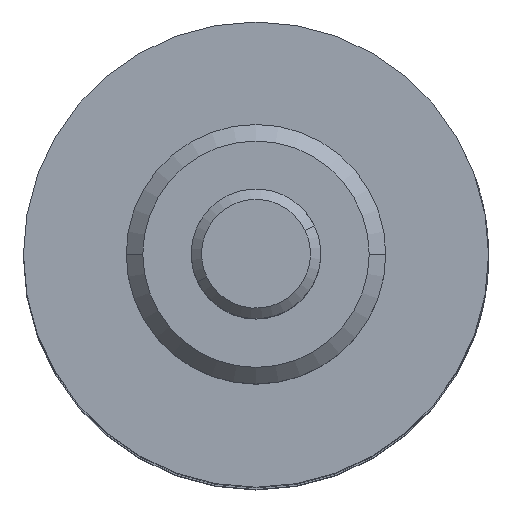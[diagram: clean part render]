
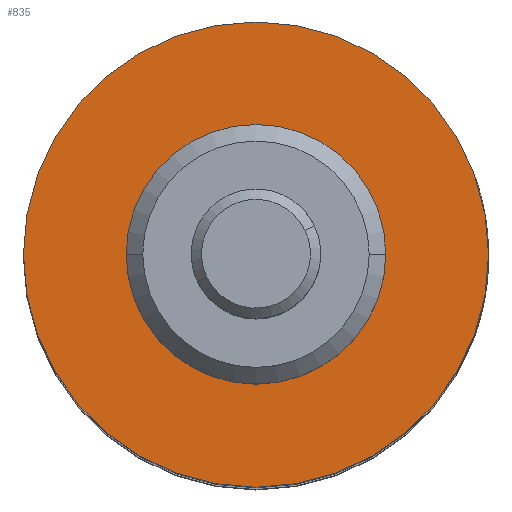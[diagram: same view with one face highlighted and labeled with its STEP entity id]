
A CAD part, top view. The second image highlights one B-rep face of the part: STEP entity #835.
In plain terms, the highlighted face is planar.
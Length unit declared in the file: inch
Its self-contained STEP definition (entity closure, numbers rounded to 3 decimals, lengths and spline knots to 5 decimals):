
#51 = CIRCLE ( 'NONE', #1181, 0.31125 ) ;
#195 = ORIENTED_EDGE ( 'NONE', *, *, #776, .T. ) ;
#283 = DIRECTION ( 'NONE',  ( 0., 0., -1. ) ) ;
#313 = EDGE_LOOP ( 'NONE', ( #1008, #2636 ) ) ;
#352 = FACE_BOUND ( 'NONE', #313, .T. ) ;
#395 = DIRECTION ( 'NONE',  ( -1., 0., 0. ) ) ;
#487 = DIRECTION ( 'NONE',  ( -1., 0., 0. ) ) ;
#500 = FACE_OUTER_BOUND ( 'NONE', #2809, .T. ) ;
#503 = CIRCLE ( 'NONE', #2154, 0.31125 ) ;
#529 = ORIENTED_EDGE ( 'NONE', *, *, #1085, .T. ) ;
#558 = AXIS2_PLACEMENT_3D ( 'NONE', #740, #487, #2082 ) ;
#597 = CARTESIAN_POINT ( 'NONE',  ( 0.62, 0., 0. ) ) ;
#662 = AXIS2_PLACEMENT_3D ( 'NONE', #597, #2183, #836 ) ;
#704 = CARTESIAN_POINT ( 'NONE',  ( 0.62, 0., 0. ) ) ;
#740 = CARTESIAN_POINT ( 'NONE',  ( 0.62, 0., 0. ) ) ;
#776 = EDGE_CURVE ( 'NONE', #1784, #859, #1999, .T. ) ;
#802 = VERTEX_POINT ( 'NONE', #2534 ) ;
#804 = CARTESIAN_POINT ( 'NONE',  ( 0.62, 0., 0.31125 ) ) ;
#835 = ADVANCED_FACE ( 'NONE', ( #352, #500 ), #2780, .F. ) ;
#836 = DIRECTION ( 'NONE',  ( 0., 0., 1. ) ) ;
#859 = VERTEX_POINT ( 'NONE', #1428 ) ;
#936 = DIRECTION ( 'NONE',  ( 0., 0., 1. ) ) ;
#1008 = ORIENTED_EDGE ( 'NONE', *, *, #2868, .F. ) ;
#1085 = EDGE_CURVE ( 'NONE', #859, #1784, #1647, .T. ) ;
#1181 = AXIS2_PLACEMENT_3D ( 'NONE', #1766, #395, #1991 ) ;
#1428 = CARTESIAN_POINT ( 'NONE',  ( 0.62, 0., 0.56 ) ) ;
#1634 = VERTEX_POINT ( 'NONE', #804 ) ;
#1647 = CIRCLE ( 'NONE', #662, 0.56 ) ;
#1656 = DIRECTION ( 'NONE',  ( 1., 0., 0. ) ) ;
#1766 = CARTESIAN_POINT ( 'NONE',  ( 0.62, 0., 0. ) ) ;
#1776 = AXIS2_PLACEMENT_3D ( 'NONE', #2097, #1656, #283 ) ;
#1784 = VERTEX_POINT ( 'NONE', #1930 ) ;
#1930 = CARTESIAN_POINT ( 'NONE',  ( 0.62, 0., -0.56 ) ) ;
#1991 = DIRECTION ( 'NONE',  ( 0., 0., 1. ) ) ;
#1999 = CIRCLE ( 'NONE', #558, 0.56 ) ;
#2053 = EDGE_CURVE ( 'NONE', #802, #1634, #503, .T. ) ;
#2082 = DIRECTION ( 'NONE',  ( 0., 0., 1. ) ) ;
#2097 = CARTESIAN_POINT ( 'NONE',  ( 0.62, 0.56, 0. ) ) ;
#2154 = AXIS2_PLACEMENT_3D ( 'NONE', #704, #2286, #936 ) ;
#2183 = DIRECTION ( 'NONE',  ( -1., 0., 0. ) ) ;
#2286 = DIRECTION ( 'NONE',  ( -1., 0., 0. ) ) ;
#2534 = CARTESIAN_POINT ( 'NONE',  ( 0.62, 0., -0.31125 ) ) ;
#2636 = ORIENTED_EDGE ( 'NONE', *, *, #2053, .F. ) ;
#2780 = PLANE ( 'NONE',  #1776 ) ;
#2809 = EDGE_LOOP ( 'NONE', ( #529, #195 ) ) ;
#2868 = EDGE_CURVE ( 'NONE', #1634, #802, #51, .T. ) ;
